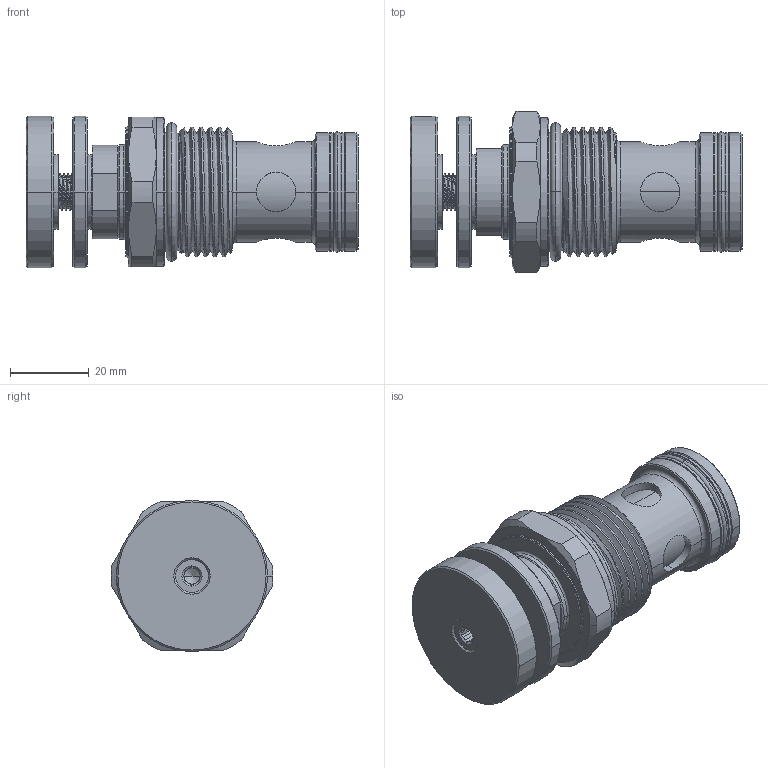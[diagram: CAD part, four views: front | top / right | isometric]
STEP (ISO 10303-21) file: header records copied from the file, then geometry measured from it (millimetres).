
FILE_DESCRIPTION (( 'STEP AP203' ), '1' );
FILE_NAME ('NC21E20-B.STEP', '2020-12-22T02:30:43', ( '' ), ( '' ), 'SwSTEP 2.0', 'SolidWorks 2018', '' );
FILE_SCHEMA (( 'CONFIG_CONTROL_DESIGN' ));
Length unit declared in the file: millimetre
Products named in the file (1): NC21E20-B
Bounding box: 84.31 x 41.1 x 38.4 mm (x, y, z)
Volume: 58936.5 mm3; surface area: 18671.7 mm2
Topology: 5 solids, 5 shells, 307 faces, 932 edges, 594 vertices
Faces by surface type: cylinder 156, plane 68, cone 56, torus 18, bspline 9
Entity records: 27150 total; most frequent: CARTESIAN_POINT 19855, ORIENTED_EDGE 1856, DIRECTION 1245, EDGE_CURVE 928, VERTEX_POINT 594, AXIS2_PLACEMENT_3D 513, EDGE_LOOP 330, ADVANCED_FACE 307
